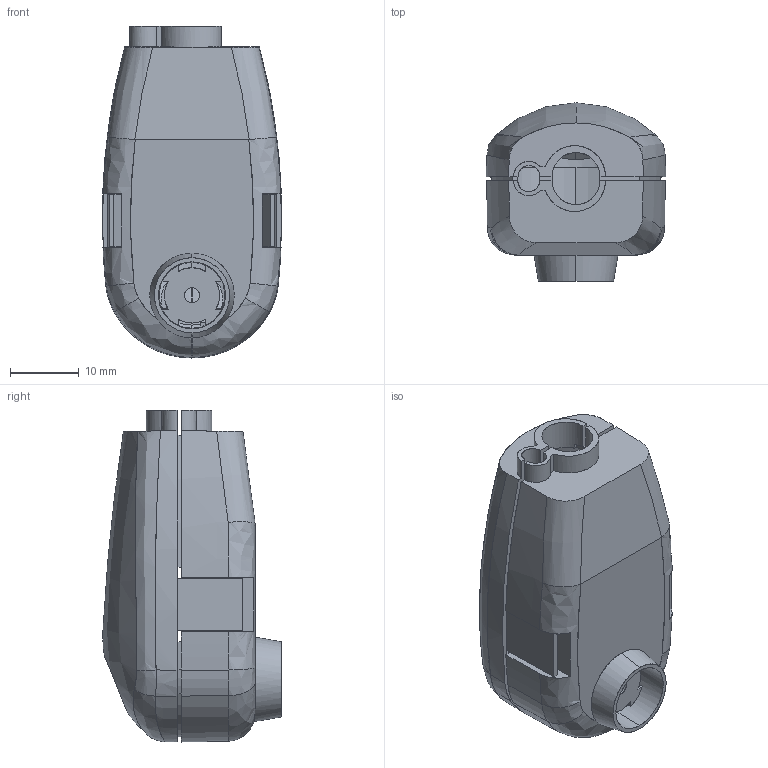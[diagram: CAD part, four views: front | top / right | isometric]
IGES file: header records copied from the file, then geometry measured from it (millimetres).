
Start section: SolidWorks IGES file using analytic representation for surfaces
Global section: file name: Fi112.IGS; native system: SolidWorks 2009; preprocessor: SolidWorks 2009; author: lukasz; date: 130501.063305; units: millimetre
Bounding box: 26.18 x 26.02 x 48.45 mm (x, y, z)
Surface area: 9175.4 mm2 (no closed solid volume)
Topology: 0 solids, 0 shells, 233 faces, 2604 edges, 2604 vertices
Faces by surface type: bspline 165, revolution 68
